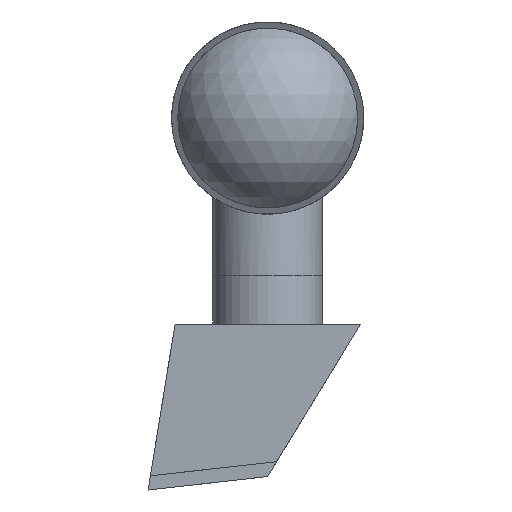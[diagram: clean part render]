
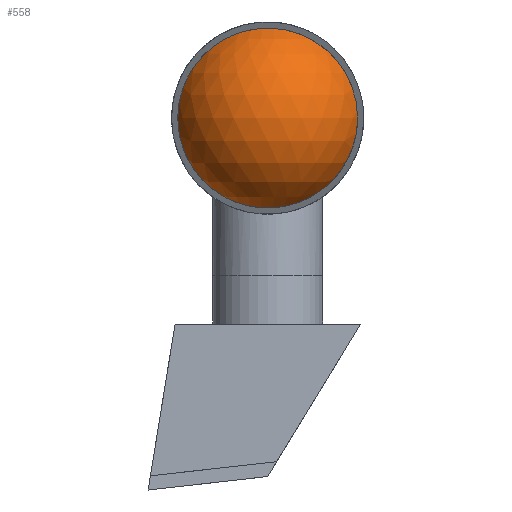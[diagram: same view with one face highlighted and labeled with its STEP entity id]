
A CAD part, left-side view. The second image highlights one B-rep face of the part: STEP entity #558.
In plain terms, the highlighted spherical face has radius 14 mm.
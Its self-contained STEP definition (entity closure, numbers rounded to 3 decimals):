
#21=B_SPLINE_CURVE_WITH_KNOTS('',3,(#1030,#1031,#1032,#1033,#1034,#1035,
#1036,#1037,#1038,#1039,#1040,#1041,#1042,#1043,#1044,#1045,#1046,#1047),
 .UNSPECIFIED.,.F.,.F.,(4,2,2,2,2,2,2,2,4),(0.,0.493,0.987,
1.48,1.974,2.467,2.961,3.454,
3.948),.UNSPECIFIED.);
#22=B_SPLINE_CURVE_WITH_KNOTS('',3,(#1048,#1049,#1050,#1051,#1052,#1053,
#1054,#1055,#1056,#1057,#1058,#1059,#1060,#1061,#1062,#1063,#1064,#1065),
 .UNSPECIFIED.,.F.,.F.,(4,2,2,2,2,2,2,2,4),(3.948,4.441,
4.935,5.428,5.922,6.415,6.908,
7.402,7.895),.UNSPECIFIED.);
#28=SPHERICAL_SURFACE('',#632,14.);
#81=FACE_OUTER_BOUND('',#120,.T.);
#120=EDGE_LOOP('',(#483,#484));
#285=VERTEX_POINT('',#1028);
#286=VERTEX_POINT('',#1029);
#354=EDGE_CURVE('',#285,#286,#21,.T.);
#355=EDGE_CURVE('',#286,#285,#22,.T.);
#483=ORIENTED_EDGE('',*,*,#354,.F.);
#484=ORIENTED_EDGE('',*,*,#355,.F.);
#558=ADVANCED_FACE('',(#81),#28,.T.);
#632=AXIS2_PLACEMENT_3D('',#1027,#771,#772);
#771=DIRECTION('center_axis',(0.,0.,1.));
#772=DIRECTION('ref_axis',(-1.,0.003,0.));
#1027=CARTESIAN_POINT('Origin',(9.88,1.93,36.25));
#1028=CARTESIAN_POINT('',(4.977,15.044,36.256));
#1029=CARTESIAN_POINT('',(4.906,-11.156,36.256));
#1030=CARTESIAN_POINT('Ctrl Pts',(4.977,15.044,36.256));
#1031=CARTESIAN_POINT('Ctrl Pts',(4.979,15.044,37.901));
#1032=CARTESIAN_POINT('Ctrl Pts',(4.98,14.715,39.655));
#1033=CARTESIAN_POINT('Ctrl Pts',(4.981,13.378,42.883));
#1034=CARTESIAN_POINT('Ctrl Pts',(4.98,12.37,44.356));
#1035=CARTESIAN_POINT('Ctrl Pts',(4.976,10.044,46.682));
#1036=CARTESIAN_POINT('Ctrl Pts',(4.974,8.571,47.69));
#1037=CARTESIAN_POINT('Ctrl Pts',(4.966,5.343,49.027));
#1038=CARTESIAN_POINT('Ctrl Pts',(4.962,3.589,49.356));
#1039=CARTESIAN_POINT('Ctrl Pts',(4.953,0.299,49.356));
#1040=CARTESIAN_POINT('Ctrl Pts',(4.948,-1.456,49.027));
#1041=CARTESIAN_POINT('Ctrl Pts',(4.937,-4.683,47.69));
#1042=CARTESIAN_POINT('Ctrl Pts',(4.932,-6.156,46.682));
#1043=CARTESIAN_POINT('Ctrl Pts',(4.923,-8.482,44.356));
#1044=CARTESIAN_POINT('Ctrl Pts',(4.918,-9.491,42.883));
#1045=CARTESIAN_POINT('Ctrl Pts',(4.911,-10.828,39.655));
#1046=CARTESIAN_POINT('Ctrl Pts',(4.908,-11.156,37.901));
#1047=CARTESIAN_POINT('Ctrl Pts',(4.906,-11.156,36.256));
#1048=CARTESIAN_POINT('Ctrl Pts',(4.906,-11.156,36.256));
#1049=CARTESIAN_POINT('Ctrl Pts',(4.904,-11.156,34.611));
#1050=CARTESIAN_POINT('Ctrl Pts',(4.902,-10.828,32.857));
#1051=CARTESIAN_POINT('Ctrl Pts',(4.902,-9.491,29.629));
#1052=CARTESIAN_POINT('Ctrl Pts',(4.903,-8.482,28.156));
#1053=CARTESIAN_POINT('Ctrl Pts',(4.906,-6.156,25.83));
#1054=CARTESIAN_POINT('Ctrl Pts',(4.909,-4.683,24.822));
#1055=CARTESIAN_POINT('Ctrl Pts',(4.916,-1.456,23.485));
#1056=CARTESIAN_POINT('Ctrl Pts',(4.92,0.299,23.156));
#1057=CARTESIAN_POINT('Ctrl Pts',(4.929,3.589,23.156));
#1058=CARTESIAN_POINT('Ctrl Pts',(4.934,5.343,23.485));
#1059=CARTESIAN_POINT('Ctrl Pts',(4.945,8.571,24.822));
#1060=CARTESIAN_POINT('Ctrl Pts',(4.95,10.044,25.83));
#1061=CARTESIAN_POINT('Ctrl Pts',(4.959,12.37,28.156));
#1062=CARTESIAN_POINT('Ctrl Pts',(4.964,13.378,29.629));
#1063=CARTESIAN_POINT('Ctrl Pts',(4.972,14.715,32.857));
#1064=CARTESIAN_POINT('Ctrl Pts',(4.975,15.044,34.611));
#1065=CARTESIAN_POINT('Ctrl Pts',(4.977,15.044,36.256));
